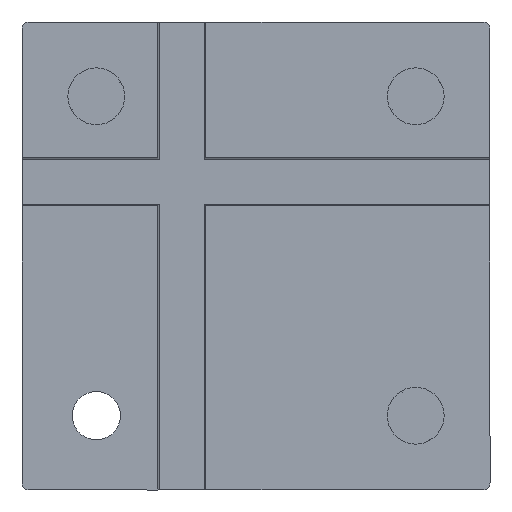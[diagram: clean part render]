
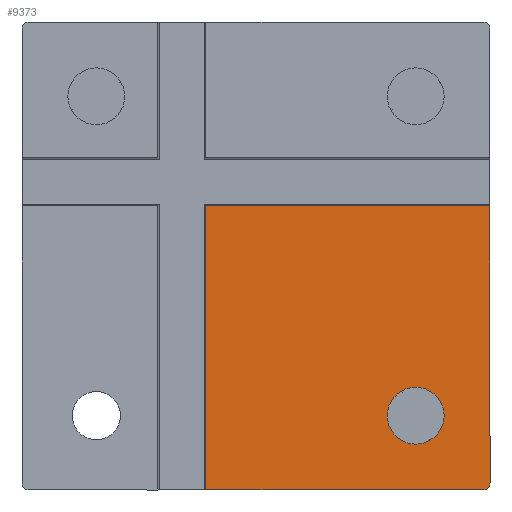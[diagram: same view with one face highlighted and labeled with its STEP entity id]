
A CAD part, front view. The second image highlights one B-rep face of the part: STEP entity #9373.
In plain terms, the highlighted face is planar.
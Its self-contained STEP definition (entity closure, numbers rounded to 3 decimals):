
#159 = EDGE_CURVE ( 'NONE', #5651, #4058, #7207, .T. ) ;
#160 = EDGE_CURVE ( 'NONE', #5538, #5660, #7214, .T. ) ;
#161 = EDGE_CURVE ( 'NONE', #5538, #5633, #7204, .T. ) ;
#162 = EDGE_CURVE ( 'NONE', #5626, #5633, #7203, .T. ) ;
#163 = EDGE_CURVE ( 'NONE', #4073, #5626, #7195, .T. ) ;
#164 = EDGE_CURVE ( 'NONE', #5660, #4073, #7189, .T. ) ;
#725 = CARTESIAN_POINT ( 'NONE',  ( 99.5, 106., 0. ) ) ;
#740 = CARTESIAN_POINT ( 'NONE',  ( 126., 124., 0. ) ) ;
#1591 = CARTESIAN_POINT ( 'NONE',  ( 49.5, 49.5, 0. ) ) ;
#1679 = CARTESIAN_POINT ( 'NONE',  ( 124., 126., 0. ) ) ;
#1686 = CARTESIAN_POINT ( 'NONE',  ( 49.5, 126., 0. ) ) ;
#1704 = CARTESIAN_POINT ( 'NONE',  ( 112.5, 106., 0. ) ) ;
#1713 = CARTESIAN_POINT ( 'NONE',  ( 126., 49.5, 0. ) ) ;
#3899 = EDGE_LOOP ( 'NONE', ( #6115, #6114 ) ) ;
#3901 = EDGE_LOOP ( 'NONE', ( #6113, #6112, #6111, #6110, #6109 ) ) ;
#4058 = VERTEX_POINT ( 'NONE', #725 ) ;
#4073 = VERTEX_POINT ( 'NONE', #740 ) ;
#4238 = DIRECTION ( 'NONE',  ( 0., 1., 0. ) ) ;
#4239 = DIRECTION ( 'NONE',  ( 1., 0., 0. ) ) ;
#4240 = DIRECTION ( 'NONE',  ( 0., 0., 1. ) ) ;
#4241 = CARTESIAN_POINT ( 'NONE',  ( 106., 106., 0. ) ) ;
#4242 = CARTESIAN_POINT ( 'NONE',  ( 63., 49.5, 0. ) ) ;
#4243 = CARTESIAN_POINT ( 'NONE',  ( 63., 126., 0. ) ) ;
#4244 = CARTESIAN_POINT ( 'NONE',  ( 49.5, -75.741, 0. ) ) ;
#4248 = DIRECTION ( 'NONE',  ( 1., 0., 0. ) ) ;
#4438 = CIRCLE ( 'NONE', #6651, 6.5 ) ;
#4820 = FACE_BOUND ( 'NONE', #3899, .T. ) ;
#4823 = FACE_OUTER_BOUND ( 'NONE', #3901, .T. ) ;
#5538 = VERTEX_POINT ( 'NONE', #1591 ) ;
#5626 = VERTEX_POINT ( 'NONE', #1679 ) ;
#5633 = VERTEX_POINT ( 'NONE', #1686 ) ;
#5651 = VERTEX_POINT ( 'NONE', #1704 ) ;
#5660 = VERTEX_POINT ( 'NONE', #1713 ) ;
#5763 = CARTESIAN_POINT ( 'NONE',  ( 126., -75.741, 0. ) ) ;
#5764 = DIRECTION ( 'NONE',  ( -1., 0., 0. ) ) ;
#5765 = DIRECTION ( 'NONE',  ( 1., 0., 0. ) ) ;
#5768 = CARTESIAN_POINT ( 'NONE',  ( 124., 124., 0. ) ) ;
#5772 = DIRECTION ( 'NONE',  ( 0., 1., 0. ) ) ;
#5773 = DIRECTION ( 'NONE',  ( 0., 0., 1. ) ) ;
#6109 = ORIENTED_EDGE ( 'NONE', *, *, #164, .F. ) ;
#6110 = ORIENTED_EDGE ( 'NONE', *, *, #163, .F. ) ;
#6111 = ORIENTED_EDGE ( 'NONE', *, *, #162, .F. ) ;
#6112 = ORIENTED_EDGE ( 'NONE', *, *, #161, .T. ) ;
#6113 = ORIENTED_EDGE ( 'NONE', *, *, #160, .F. ) ;
#6114 = ORIENTED_EDGE ( 'NONE', *, *, #159, .T. ) ;
#6115 = ORIENTED_EDGE ( 'NONE', *, *, #7180, .T. ) ;
#6651 = AXIS2_PLACEMENT_3D ( 'NONE', #7965, #7966, #7967 ) ;
#6762 = AXIS2_PLACEMENT_3D ( 'NONE', #8824, #8829, #8830 ) ;
#7005 = AXIS2_PLACEMENT_3D ( 'NONE', #5768, #5773, #5765 ) ;
#7006 = AXIS2_PLACEMENT_3D ( 'NONE', #4241, #4240, #4239 ) ;
#7180 = EDGE_CURVE ( 'NONE', #4058, #5651, #4438, .T. ) ;
#7183 = VECTOR ( 'NONE', #5772, 1000. ) ;
#7187 = VECTOR ( 'NONE', #5764, 1000. ) ;
#7189 = LINE ( 'NONE', #5763, #7183 ) ;
#7191 = VECTOR ( 'NONE', #4238, 1000. ) ;
#7195 = CIRCLE ( 'NONE', #7005, 2. ) ;
#7199 = VECTOR ( 'NONE', #4248, 1000. ) ;
#7203 = LINE ( 'NONE', #4243, #7187 ) ;
#7204 = LINE ( 'NONE', #4244, #7191 ) ;
#7207 = CIRCLE ( 'NONE', #7006, 6.5 ) ;
#7214 = LINE ( 'NONE', #4242, #7199 ) ;
#7965 = CARTESIAN_POINT ( 'NONE',  ( 106., 106., 0. ) ) ;
#7966 = DIRECTION ( 'NONE',  ( 0., 0., 1. ) ) ;
#7967 = DIRECTION ( 'NONE',  ( 1., 0., 0. ) ) ;
#8823 = PLANE ( 'NONE',  #6762 ) ;
#8824 = CARTESIAN_POINT ( 'NONE',  ( 63., -75.741, 0. ) ) ;
#8829 = DIRECTION ( 'NONE',  ( 0., 0., 1. ) ) ;
#8830 = DIRECTION ( 'NONE',  ( 1., 0., 0. ) ) ;
#9373 = ADVANCED_FACE ( 'NONE', ( #4820, #4823 ), #8823, .F. ) ;
